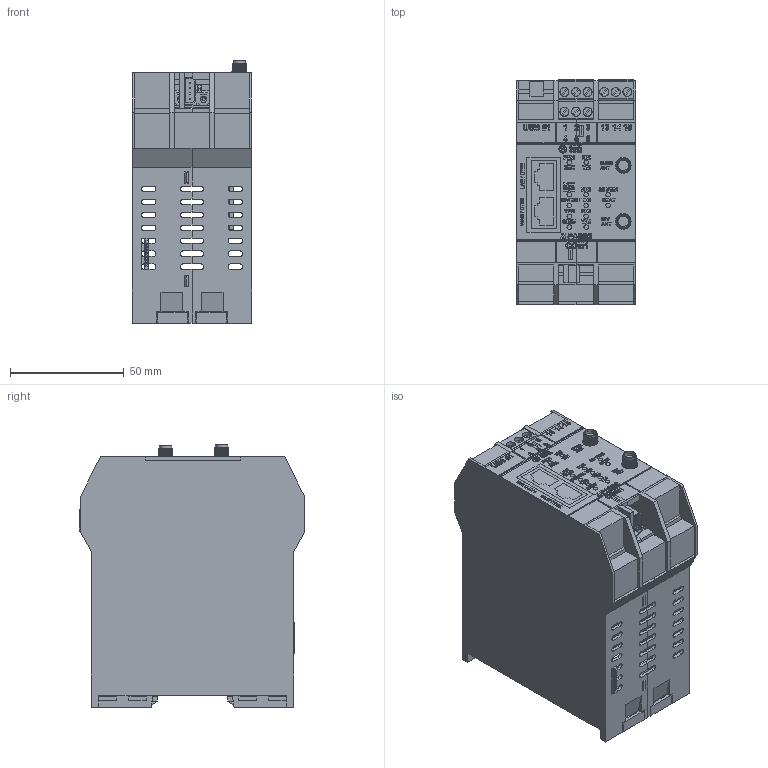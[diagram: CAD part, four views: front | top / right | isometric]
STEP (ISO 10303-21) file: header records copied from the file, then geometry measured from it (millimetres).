
FILE_DESCRIPTION(/* description */ (''),/* implementation_level */ '2;1');
FILE_NAME(/* name */ 'Z-PASS2-S.stp',/* time_stamp */ '2017-02-23T13:57:09+01:00',/* author */ ('levorato'),/* organization */ (''),/* preprocessor_version */ 'ST-DEVELOPER v16.5',/* originating_system */ 'Autodesk Inventor 2017',/* authorisation */ '');
FILE_SCHEMA (('AUTOMOTIVE_DESIGN { 1 0 10303 214 3 1 1 }'));
Products named in the file (14): Z-PASS2-S; Parete2; copertura superiore; Fix1; connettore bus.0002; MICRO SD CARD; Parete2 taglio Sim; SIM; ET FR Z-pass2-S; innesto antenna; tappo; MSTB_2.5_3-ST-5.08; connettore com1; USB
Assembly tree (25 placements, depth 2):
  Z-PASS2-S
    Parete2
    copertura superiore
    Fix1  x4
    connettore bus.0002
    MICRO SD CARD
    Parete2 taglio Sim
    SIM
    ET FR Z-pass2-S
    innesto antenna  x2
    tappo  x7
    MSTB_2.5_3-ST-5.08  x3
    connettore com1
    USB
Bounding box: 52.5 x 99.03 x 115.4 mm (x, y, z)
Volume: 89563.2 mm3; surface area: 117042.2 mm2
Topology: 27 solids, 27 shells, 3635 faces, 9853 edges, 6498 vertices
Faces by surface type: plane 2891, bspline 415, cylinder 325, cone 4
Full cylindrical faces by diameter (mm): 0.609 x3, 1.4 x9, 1.5 x4, 1.6 x4, 2 x11, 2.001 x1, 2.8 x9, 3 x4, 3.349 x1, 3.549 x1, 3.783 x9, 4 x9, 4.56 x2, 5.4 x2, 6.3 x2, 7 x2
Entity records: 103586 total; most frequent: CARTESIAN_POINT 27026, ORIENTED_EDGE 16746, DIRECTION 13384, EDGE_CURVE 8373, LINE 7118, VECTOR 7118, VERTEX_POINT 5563, EDGE_LOOP 3438
